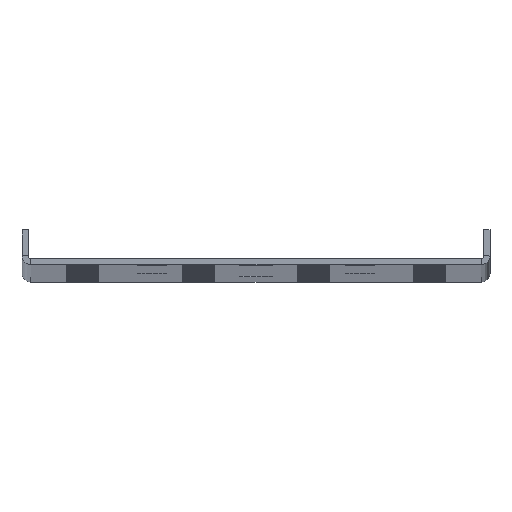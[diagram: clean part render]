
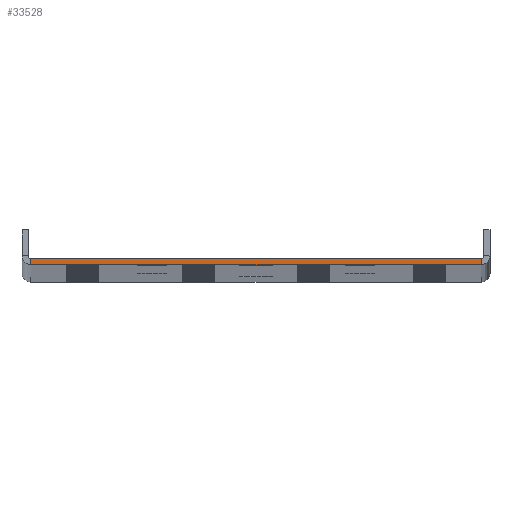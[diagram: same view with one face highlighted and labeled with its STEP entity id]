
A CAD part, top view. The second image highlights one B-rep face of the part: STEP entity #33528.
In plain terms, the highlighted planar face has unit normal (0, 0, 1).
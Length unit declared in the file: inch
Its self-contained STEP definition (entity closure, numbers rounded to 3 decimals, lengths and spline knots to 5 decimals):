
#681 = PLANE ( 'NONE',  #26941 ) ;
#3297 = FACE_OUTER_BOUND ( 'NONE', #33021, .T. ) ;
#4977 = VERTEX_POINT ( 'NONE', #34258 ) ;
#5582 = VECTOR ( 'NONE', #13927, 39.37008 ) ;
#5736 = VECTOR ( 'NONE', #11584, 39.37008 ) ;
#6100 = VERTEX_POINT ( 'NONE', #28475 ) ;
#6708 = CARTESIAN_POINT ( 'NONE',  ( -1.70472, 0.06693, 37.99213 ) ) ;
#7337 = EDGE_CURVE ( 'NONE', #16960, #28164, #17692, .T. ) ;
#8414 = DIRECTION ( 'NONE',  ( 0., -1., 0. ) ) ;
#8869 = ORIENTED_EDGE ( 'NONE', *, *, #22809, .F. ) ;
#10614 = DIRECTION ( 'NONE',  ( 0., 0., 1. ) ) ;
#11239 = VECTOR ( 'NONE', #8414, 39.37008 ) ;
#11584 = DIRECTION ( 'NONE',  ( 0., 1., 0. ) ) ;
#12729 = LINE ( 'NONE', #6708, #5736 ) ;
#13814 = LINE ( 'NONE', #27222, #11239 ) ;
#13846 = EDGE_CURVE ( 'NONE', #6100, #4977, #20261, .T. ) ;
#13927 = DIRECTION ( 'NONE',  ( 1., 0., 0. ) ) ;
#16401 = EDGE_CURVE ( 'NONE', #6100, #16960, #12729, .T. ) ;
#16960 = VERTEX_POINT ( 'NONE', #21390 ) ;
#17692 = LINE ( 'NONE', #31262, #25116 ) ;
#20125 = ORIENTED_EDGE ( 'NONE', *, *, #7337, .F. ) ;
#20261 = LINE ( 'NONE', #24726, #5582 ) ;
#21390 = CARTESIAN_POINT ( 'NONE',  ( -1.70472, 0.04724, 37.99213 ) ) ;
#22809 = EDGE_CURVE ( 'NONE', #28164, #4977, #13814, .T. ) ;
#24726 = CARTESIAN_POINT ( 'NONE',  ( 1.72441, 0., 37.99213 ) ) ;
#25116 = VECTOR ( 'NONE', #26039, 39.37008 ) ;
#25715 = ORIENTED_EDGE ( 'NONE', *, *, #16401, .F. ) ;
#26039 = DIRECTION ( 'NONE',  ( 1., 0., 0. ) ) ;
#26941 = AXIS2_PLACEMENT_3D ( 'NONE', #31864, #10614, #32214 ) ;
#27222 = CARTESIAN_POINT ( 'NONE',  ( 1.70472, 0., 37.99213 ) ) ;
#27302 = ORIENTED_EDGE ( 'NONE', *, *, #13846, .T. ) ;
#28164 = VERTEX_POINT ( 'NONE', #31638 ) ;
#28475 = CARTESIAN_POINT ( 'NONE',  ( -1.70472, 0., 37.99213 ) ) ;
#31262 = CARTESIAN_POINT ( 'NONE',  ( -1.77165, 0.04724, 37.99213 ) ) ;
#31638 = CARTESIAN_POINT ( 'NONE',  ( 1.70472, 0.04724, 37.99213 ) ) ;
#31864 = CARTESIAN_POINT ( 'NONE',  ( 1.72441, 0.06693, 37.99213 ) ) ;
#32214 = DIRECTION ( 'NONE',  ( 1., 0., 0. ) ) ;
#33021 = EDGE_LOOP ( 'NONE', ( #20125, #25715, #27302, #8869 ) ) ;
#33528 = ADVANCED_FACE ( 'NONE', ( #3297 ), #681, .T. ) ;
#34258 = CARTESIAN_POINT ( 'NONE',  ( 1.70472, 0., 37.99213 ) ) ;
